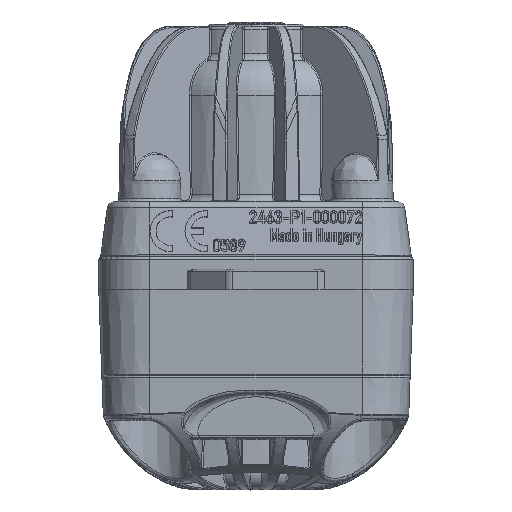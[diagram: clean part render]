
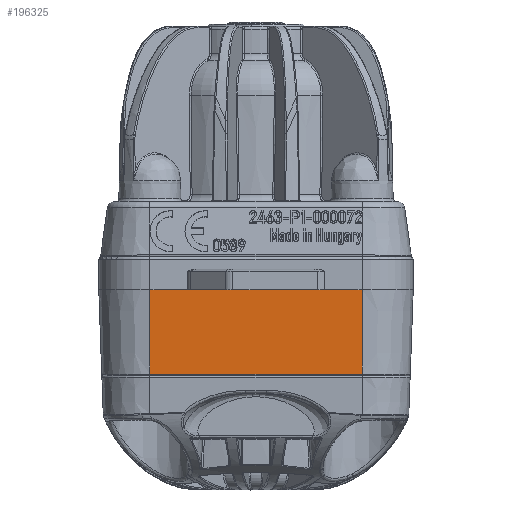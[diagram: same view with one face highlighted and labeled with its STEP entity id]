
A CAD part, top view. The second image highlights one B-rep face of the part: STEP entity #196325.
In plain terms, the highlighted planar face has unit normal (0, -0.035, 0.999).
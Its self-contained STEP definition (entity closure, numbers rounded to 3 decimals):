
#60503=DIRECTION('',(-1.,0.,0.));
#60504=VECTOR('',#60503,19.307);
#60505=CARTESIAN_POINT('',(9.654,-3.,22.9));
#60506=LINE('',#60505,#60504);
#60510=DIRECTION('',(-1.,0.,0.));
#60511=VECTOR('',#60510,30.9);
#60512=CARTESIAN_POINT('',(15.45,-15.259,22.472));
#60513=LINE('',#60512,#60511);
#60539=DIRECTION('',(1.,0.,0.));
#60540=VECTOR('',#60539,5.796);
#60541=CARTESIAN_POINT('',(-15.45,-3.,22.9));
#60542=LINE('',#60541,#60540);
#60553=DIRECTION('',(1.,0.,0.));
#60554=VECTOR('',#60553,5.796);
#60555=CARTESIAN_POINT('',(9.654,-3.,22.9));
#60556=LINE('',#60555,#60554);
#60810=DIRECTION('',(0.,-0.999,-0.035));
#60811=VECTOR('',#60810,12.266);
#60812=CARTESIAN_POINT('',(-15.45,-3.,22.9));
#60813=LINE('',#60812,#60811);
#91614=DIRECTION('',(0.,0.999,0.035));
#91615=VECTOR('',#91614,12.266);
#91616=CARTESIAN_POINT('',(15.45,-15.259,22.472));
#91617=LINE('',#91616,#91615);
#101812=CARTESIAN_POINT('',(-15.45,-3.,22.9));
#101813=VERTEX_POINT('',#101812);
#101814=CARTESIAN_POINT('',(15.45,-3.,22.9));
#101816=VERTEX_POINT('',#101814);
#101852=CARTESIAN_POINT('',(15.45,-15.259,22.472));
#101853=VERTEX_POINT('',#101852);
#101854=CARTESIAN_POINT('',(-15.45,-15.259,22.472));
#101855=VERTEX_POINT('',#101854);
#102099=CARTESIAN_POINT('',(-9.654,-3.,22.9));
#102101=VERTEX_POINT('',#102099);
#102103=CARTESIAN_POINT('',(9.654,-3.,22.9));
#102105=VERTEX_POINT('',#102103);
#196307=CARTESIAN_POINT('',(-15.45,-3.,22.9));
#196308=DIRECTION('',(0.,-0.035,0.999));
#196309=DIRECTION('',(1.,0.,0.));
#196310=AXIS2_PLACEMENT_3D('',#196307,#196308,#196309);
#196311=PLANE('',#196310);
#196312=ORIENTED_EDGE('',*,*,#196155,.F.);
#196314=ORIENTED_EDGE('',*,*,#196313,.T.);
#196316=ORIENTED_EDGE('',*,*,#196315,.F.);
#196318=ORIENTED_EDGE('',*,*,#196317,.T.);
#196320=ORIENTED_EDGE('',*,*,#196319,.F.);
#196322=ORIENTED_EDGE('',*,*,#196321,.T.);
#196323=EDGE_LOOP('',(#196312,#196314,#196316,#196318,#196320,#196322));
#196324=FACE_OUTER_BOUND('',#196323,.F.);
#196155=EDGE_CURVE('',#102105,#102101,#60506,.T.);
#196313=EDGE_CURVE('',#102105,#101816,#60556,.T.);
#196315=EDGE_CURVE('',#101853,#101816,#91617,.T.);
#196317=EDGE_CURVE('',#101853,#101855,#60513,.T.);
#196319=EDGE_CURVE('',#101813,#101855,#60813,.T.);
#196321=EDGE_CURVE('',#101813,#102101,#60542,.T.);
#196325=ADVANCED_FACE('',(#196324),#196311,.T.);
